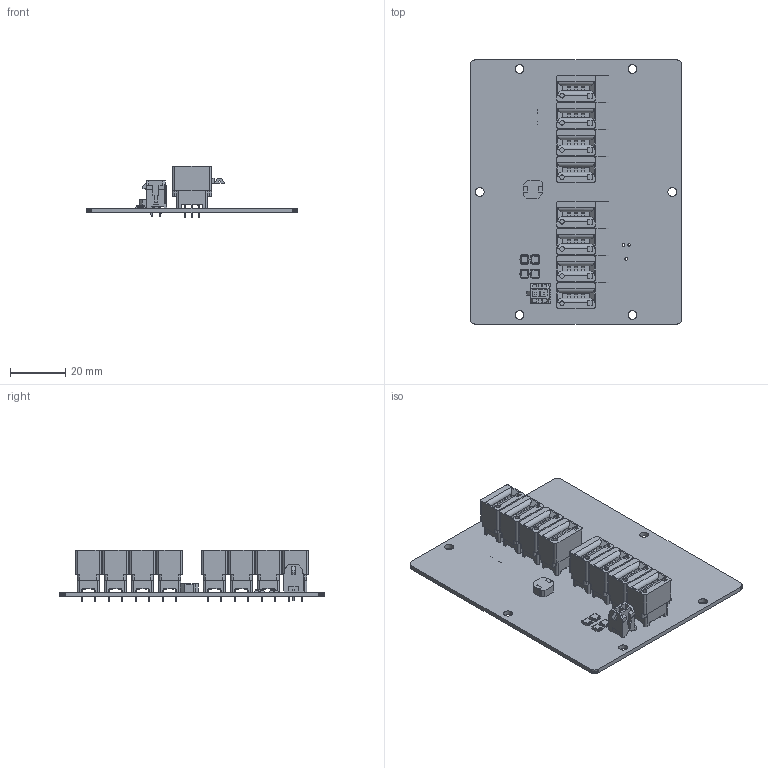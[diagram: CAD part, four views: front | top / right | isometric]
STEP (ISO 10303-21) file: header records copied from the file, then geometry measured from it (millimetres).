
FILE_DESCRIPTION(('KiCad electronic assembly'),'2;1');
FILE_NAME('power_board.step','2024-06-08T09:30:50',('Pcbnew'),('Kicad'), 'Open CASCADE STEP processor 7.6','KiCad to STEP converter','Unknown' );
FILE_SCHEMA(('AUTOMOTIVE_DESIGN { 1 0 10303 214 1 1 1 1 }'));
Length unit declared in the file: millimetre
Products named in the file (10): power_board 1; TE_Connectivity_7-5530843-7; C-7-5530843-7; DNH0008A; DNH0008A_ASM; Molex_430450212; 430450212; TDK_SPM6530T-1ROM120; CAD_SPM6530; power_board PCB
Assembly tree (19 placements, depth 3):
  power_board 1
    TE_Connectivity_7-5530843-7  x8
      C-7-5530843-7
    DNH0008A  x4
      DNH0008A_ASM
    Molex_430450212
      430450212
    TDK_SPM6530T-1ROM120
      CAD_SPM6530
    power_board PCB
Bounding box: 77 x 96 x 18.67 mm (x, y, z)
Volume: 24625.6 mm3; surface area: 26166.6 mm2
Topology: 43 solids, 43 shells, 2507 faces, 6902 edges, 4590 vertices
Faces by surface type: plane 2109, cylinder 378, extrusion 16, cone 4
Full cylindrical faces by diameter (mm): 0.2 x28, 0.991 x3, 1.02 x4, 1.092 x48, 3.2 x6
Entity records: 50000 total; most frequent: CARTESIAN_POINT 10292, DIRECTION 7284, VECTOR 5251, LINE 5249, ORIENTED_EDGE 3880, PCURVE 3880, DEFINITIONAL_REPRESENTATION 3880, EDGE_CURVE 1940
